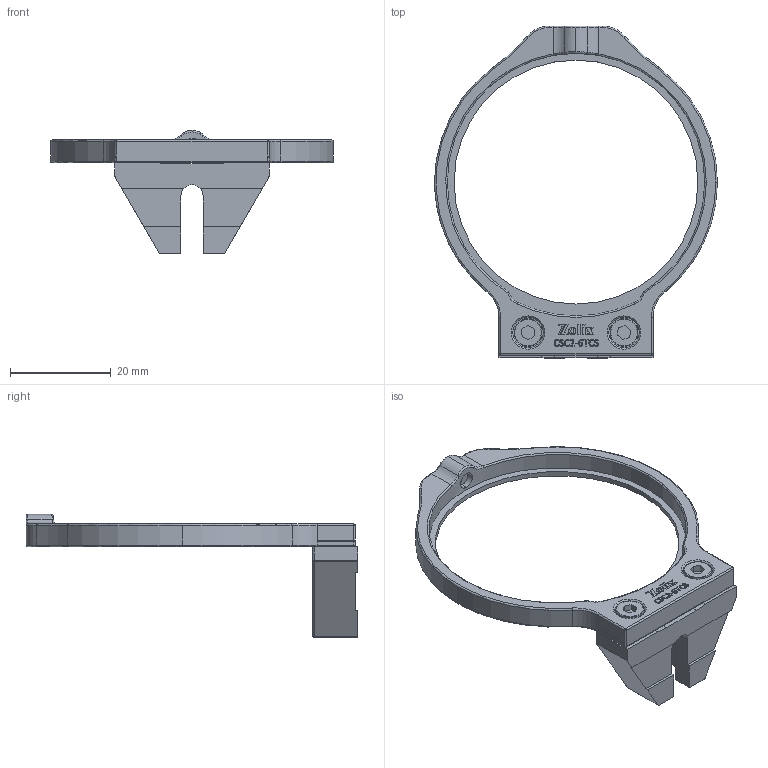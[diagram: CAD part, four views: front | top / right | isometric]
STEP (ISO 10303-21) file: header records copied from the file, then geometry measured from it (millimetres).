
FILE_DESCRIPTION (( 'STEP AP203' ), '1' );
FILE_NAME ('CSC2-6TCS.STEP', '2025-07-25T01:56:46', ( '' ), ( '' ), 'SwSTEP 2.0', 'SolidWorks 2020', '' );
FILE_SCHEMA (( 'CONFIG_CONTROL_DESIGN' ));
Length unit declared in the file: millimetre
Products named in the file (1): CSC2-6TCS
Bounding box: 56 x 65.7 x 24.4 mm (x, y, z)
Volume: 5932.6 mm3; surface area: 5827.1 mm2
Topology: 5 solids, 5 shells, 530 faces, 1362 edges, 863 vertices
Faces by surface type: plane 269, bspline 95, cylinder 89, torus 36, cone 33, sphere 8
Entity records: 21626 total; most frequent: CARTESIAN_POINT 9784, ORIENTED_EDGE 2700, DIRECTION 2003, EDGE_CURVE 1350, VERTEX_POINT 863, AXIS2_PLACEMENT_3D 707, VECTOR 589, LINE 589
